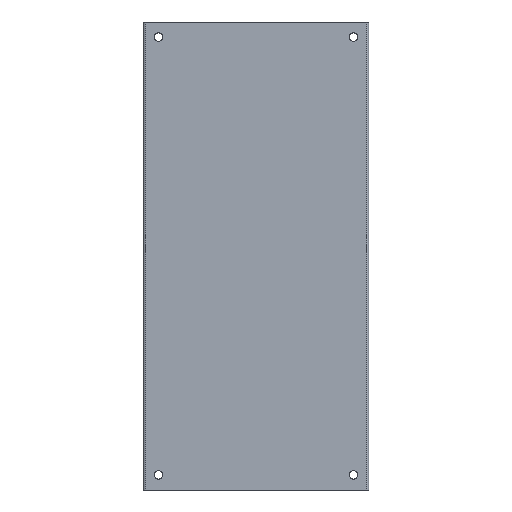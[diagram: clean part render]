
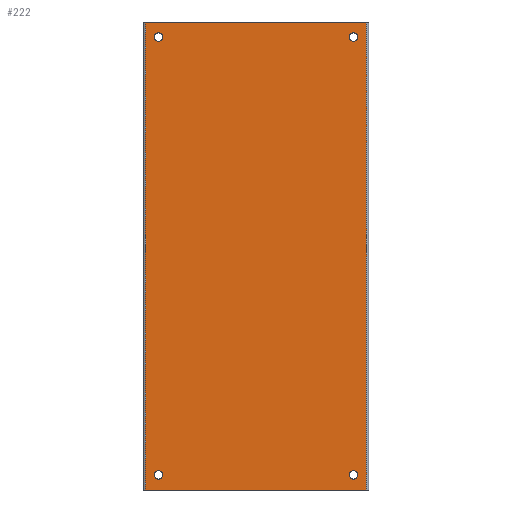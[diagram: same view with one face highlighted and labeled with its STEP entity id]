
A CAD part, front view. The second image highlights one B-rep face of the part: STEP entity #222.
In plain terms, the highlighted planar face has unit normal (0, -1, 0).
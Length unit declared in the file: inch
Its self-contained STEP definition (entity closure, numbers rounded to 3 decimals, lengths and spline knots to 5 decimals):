
#3 = EDGE_CURVE ( 'NONE', #671, #453, #233, .T. ) ;
#8 = ORIENTED_EDGE ( 'NONE', *, *, #768, .F. ) ;
#21 = DIRECTION ( 'NONE',  ( 0., 1., 0. ) ) ;
#38 = VECTOR ( 'NONE', #293, 39.37008 ) ;
#46 = AXIS2_PLACEMENT_3D ( 'NONE', #795, #503, #567 ) ;
#60 = FACE_BOUND ( 'NONE', #649, .T. ) ;
#76 = ORIENTED_EDGE ( 'NONE', *, *, #554, .T. ) ;
#86 = CARTESIAN_POINT ( 'NONE',  ( -5.625, 0., 12.875 ) ) ;
#93 = EDGE_CURVE ( 'NONE', #423, #419, #505, .T. ) ;
#97 = CARTESIAN_POINT ( 'NONE',  ( -5.625, 0., -12.375 ) ) ;
#104 = CARTESIAN_POINT ( 'NONE',  ( 5.625, 0., 12.625 ) ) ;
#107 = DIRECTION ( 'NONE',  ( 1., 0., 0. ) ) ;
#112 = CARTESIAN_POINT ( 'NONE',  ( -5.625, 0., 12.625 ) ) ;
#113 = AXIS2_PLACEMENT_3D ( 'NONE', #708, #590, #390 ) ;
#115 = FACE_OUTER_BOUND ( 'NONE', #212, .T. ) ;
#122 = EDGE_CURVE ( 'NONE', #207, #365, #799, .T. ) ;
#126 = CARTESIAN_POINT ( 'NONE',  ( 5.625, 0., -12.875 ) ) ;
#128 = VERTEX_POINT ( 'NONE', #676 ) ;
#129 = AXIS2_PLACEMENT_3D ( 'NONE', #297, #232, #352 ) ;
#133 = EDGE_LOOP ( 'NONE', ( #555, #541 ) ) ;
#134 = LINE ( 'NONE', #790, #172 ) ;
#135 = CARTESIAN_POINT ( 'NONE',  ( 5.625, 0., -12.375 ) ) ;
#146 = AXIS2_PLACEMENT_3D ( 'NONE', #181, #313, #696 ) ;
#150 = CARTESIAN_POINT ( 'NONE',  ( -6.375, 0., -13.5 ) ) ;
#157 = AXIS2_PLACEMENT_3D ( 'NONE', #525, #21, #650 ) ;
#165 = EDGE_CURVE ( 'NONE', #644, #128, #328, .T. ) ;
#166 = VERTEX_POINT ( 'NONE', #126 ) ;
#170 = DIRECTION ( 'NONE',  ( 0., 1., 0. ) ) ;
#172 = VECTOR ( 'NONE', #558, 39.37008 ) ;
#173 = LINE ( 'NONE', #776, #38 ) ;
#177 = DIRECTION ( 'NONE',  ( 0., 1., 0. ) ) ;
#181 = CARTESIAN_POINT ( 'NONE',  ( -6.5, 0., -13.5 ) ) ;
#183 = ORIENTED_EDGE ( 'NONE', *, *, #753, .T. ) ;
#193 = LINE ( 'NONE', #484, #330 ) ;
#195 = EDGE_LOOP ( 'NONE', ( #472, #784 ) ) ;
#207 = VERTEX_POINT ( 'NONE', #564 ) ;
#212 = EDGE_LOOP ( 'NONE', ( #226, #309, #8, #183 ) ) ;
#222 = ADVANCED_FACE ( 'NONE', ( #115, #794, #738, #665, #60 ), #743, .T. ) ;
#226 = ORIENTED_EDGE ( 'NONE', *, *, #3, .F. ) ;
#232 = DIRECTION ( 'NONE',  ( 0., 1., 0. ) ) ;
#233 = LINE ( 'NONE', #783, #428 ) ;
#235 = AXIS2_PLACEMENT_3D ( 'NONE', #509, #573, #506 ) ;
#239 = EDGE_LOOP ( 'NONE', ( #76, #730 ) ) ;
#274 = EDGE_CURVE ( 'NONE', #128, #644, #724, .T. ) ;
#293 = DIRECTION ( 'NONE',  ( 0., 0., -1. ) ) ;
#297 = CARTESIAN_POINT ( 'NONE',  ( 5.625, 0., -12.625 ) ) ;
#304 = CARTESIAN_POINT ( 'NONE',  ( 6.375, 0., 13.5 ) ) ;
#309 = ORIENTED_EDGE ( 'NONE', *, *, #604, .F. ) ;
#313 = DIRECTION ( 'NONE',  ( 0., -1., 0. ) ) ;
#328 = CIRCLE ( 'NONE', #235, 0.25 ) ;
#330 = VECTOR ( 'NONE', #107, 39.37008 ) ;
#335 = CARTESIAN_POINT ( 'NONE',  ( -5.625, 0., 12.625 ) ) ;
#349 = VERTEX_POINT ( 'NONE', #135 ) ;
#352 = DIRECTION ( 'NONE',  ( 0., 0., 1. ) ) ;
#365 = VERTEX_POINT ( 'NONE', #641 ) ;
#390 = DIRECTION ( 'NONE',  ( 0., 0., 1. ) ) ;
#396 = EDGE_CURVE ( 'NONE', #166, #349, #455, .T. ) ;
#412 = EDGE_CURVE ( 'NONE', #365, #207, #780, .T. ) ;
#419 = VERTEX_POINT ( 'NONE', #86 ) ;
#423 = VERTEX_POINT ( 'NONE', #535 ) ;
#428 = VECTOR ( 'NONE', #478, 39.37008 ) ;
#434 = CARTESIAN_POINT ( 'NONE',  ( 6.375, 0., -13.5 ) ) ;
#453 = VERTEX_POINT ( 'NONE', #150 ) ;
#455 = CIRCLE ( 'NONE', #113, 0.25 ) ;
#467 = CARTESIAN_POINT ( 'NONE',  ( -6.375, 0., 13.5 ) ) ;
#472 = ORIENTED_EDGE ( 'NONE', *, *, #412, .T. ) ;
#478 = DIRECTION ( 'NONE',  ( -1., 0., 0. ) ) ;
#482 = DIRECTION ( 'NONE',  ( 0., 0., 1. ) ) ;
#483 = VERTEX_POINT ( 'NONE', #467 ) ;
#484 = CARTESIAN_POINT ( 'NONE',  ( 6.5, 0., 13.5 ) ) ;
#503 = DIRECTION ( 'NONE',  ( 0., 1., 0. ) ) ;
#505 = CIRCLE ( 'NONE', #598, 0.25 ) ;
#506 = DIRECTION ( 'NONE',  ( 0., 0., 1. ) ) ;
#509 = CARTESIAN_POINT ( 'NONE',  ( -5.625, 0., -12.625 ) ) ;
#510 = EDGE_CURVE ( 'NONE', #419, #423, #542, .T. ) ;
#525 = CARTESIAN_POINT ( 'NONE',  ( 5.625, 0., 12.625 ) ) ;
#527 = DIRECTION ( 'NONE',  ( 0., 1., 0. ) ) ;
#528 = ORIENTED_EDGE ( 'NONE', *, *, #510, .T. ) ;
#535 = CARTESIAN_POINT ( 'NONE',  ( -5.625, 0., 12.375 ) ) ;
#541 = ORIENTED_EDGE ( 'NONE', *, *, #274, .T. ) ;
#542 = CIRCLE ( 'NONE', #765, 0.25 ) ;
#554 = EDGE_CURVE ( 'NONE', #349, #166, #759, .T. ) ;
#555 = ORIENTED_EDGE ( 'NONE', *, *, #165, .T. ) ;
#558 = DIRECTION ( 'NONE',  ( 0., 0., -1. ) ) ;
#564 = CARTESIAN_POINT ( 'NONE',  ( 5.625, 0., 12.375 ) ) ;
#567 = DIRECTION ( 'NONE',  ( 0., 0., 1. ) ) ;
#573 = DIRECTION ( 'NONE',  ( 0., 1., 0. ) ) ;
#590 = DIRECTION ( 'NONE',  ( 0., 1., 0. ) ) ;
#598 = AXIS2_PLACEMENT_3D ( 'NONE', #112, #177, #482 ) ;
#601 = ORIENTED_EDGE ( 'NONE', *, *, #93, .T. ) ;
#604 = EDGE_CURVE ( 'NONE', #707, #671, #173, .T. ) ;
#621 = DIRECTION ( 'NONE',  ( 0., 0., 1. ) ) ;
#641 = CARTESIAN_POINT ( 'NONE',  ( 5.625, 0., 12.875 ) ) ;
#644 = VERTEX_POINT ( 'NONE', #97 ) ;
#649 = EDGE_LOOP ( 'NONE', ( #528, #601 ) ) ;
#650 = DIRECTION ( 'NONE',  ( 0., 0., 1. ) ) ;
#652 = AXIS2_PLACEMENT_3D ( 'NONE', #104, #170, #621 ) ;
#665 = FACE_BOUND ( 'NONE', #133, .T. ) ;
#671 = VERTEX_POINT ( 'NONE', #434 ) ;
#676 = CARTESIAN_POINT ( 'NONE',  ( -5.625, 0., -12.875 ) ) ;
#696 = DIRECTION ( 'NONE',  ( 0., 0., -1. ) ) ;
#707 = VERTEX_POINT ( 'NONE', #304 ) ;
#708 = CARTESIAN_POINT ( 'NONE',  ( 5.625, 0., -12.625 ) ) ;
#724 = CIRCLE ( 'NONE', #46, 0.25 ) ;
#730 = ORIENTED_EDGE ( 'NONE', *, *, #396, .T. ) ;
#738 = FACE_BOUND ( 'NONE', #239, .T. ) ;
#743 = PLANE ( 'NONE',  #146 ) ;
#753 = EDGE_CURVE ( 'NONE', #483, #453, #134, .T. ) ;
#759 = CIRCLE ( 'NONE', #129, 0.25 ) ;
#763 = DIRECTION ( 'NONE',  ( 0., 0., 1. ) ) ;
#765 = AXIS2_PLACEMENT_3D ( 'NONE', #335, #527, #763 ) ;
#768 = EDGE_CURVE ( 'NONE', #483, #707, #193, .T. ) ;
#776 = CARTESIAN_POINT ( 'NONE',  ( 6.375, 0., -13.5 ) ) ;
#780 = CIRCLE ( 'NONE', #157, 0.25 ) ;
#783 = CARTESIAN_POINT ( 'NONE',  ( -6.5, 0., -13.5 ) ) ;
#784 = ORIENTED_EDGE ( 'NONE', *, *, #122, .T. ) ;
#790 = CARTESIAN_POINT ( 'NONE',  ( -6.375, 0., -13.5 ) ) ;
#794 = FACE_BOUND ( 'NONE', #195, .T. ) ;
#795 = CARTESIAN_POINT ( 'NONE',  ( -5.625, 0., -12.625 ) ) ;
#799 = CIRCLE ( 'NONE', #652, 0.25 ) ;
